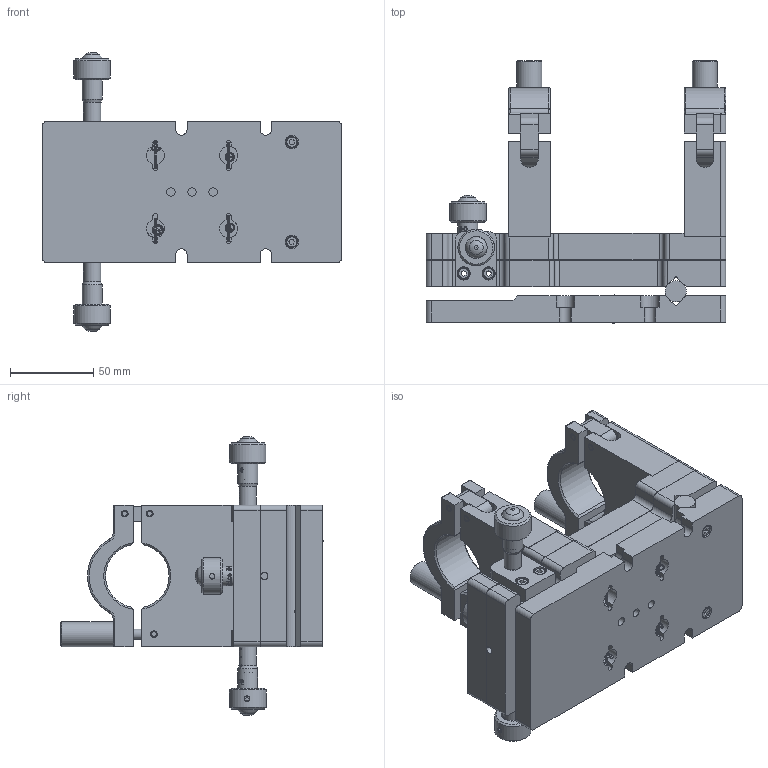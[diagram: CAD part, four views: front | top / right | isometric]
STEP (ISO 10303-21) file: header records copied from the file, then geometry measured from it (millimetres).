
FILE_DESCRIPTION (( 'STEP AP203' ), '1' );
FILE_NAME ('04VCM-038-2.STEP', '2023-10-16T07:42:15', ( '' ), ( '' ), 'SwSTEP 2.0', 'SolidWorks 2022', '' );
FILE_SCHEMA (( 'CONFIG_CONTROL_DESIGN' ));
Length unit declared in the file: millimetre
Products named in the file (1): 04VCM-038-2
Bounding box: 180 x 157.78 x 168 mm (x, y, z)
Surface area: 182378.3 mm2 (no closed solid volume)
Topology: 0 solids, 97 shells, 623 faces, 3172 edges, 2611 vertices
Faces by surface type: plane 333, cylinder 206, cone 39, torus 28, bspline 17
Full cylindrical faces by diameter (mm): 1 x1, 3.3 x5, 4 x12, 4.3 x1, 5 x2, 5.105 x3, 6 x2, 8 x10, 8.5 x3, 8.9 x1, 10.5 x3, 11 x4, 12 x3, 12.7 x1, 13 x5, 13.3 x3, 15 x2, 20 x1, 22 x3, 35 x1
Entity records: 47956 total; most frequent: CARTESIAN_POINT 24768, DIRECTION 4306, ORIENTED_EDGE 4132, EDGE_CURVE 2987, VERTEX_POINT 2556, AXIS2_PLACEMENT_3D 1461, VECTOR 1384, LINE 1384
